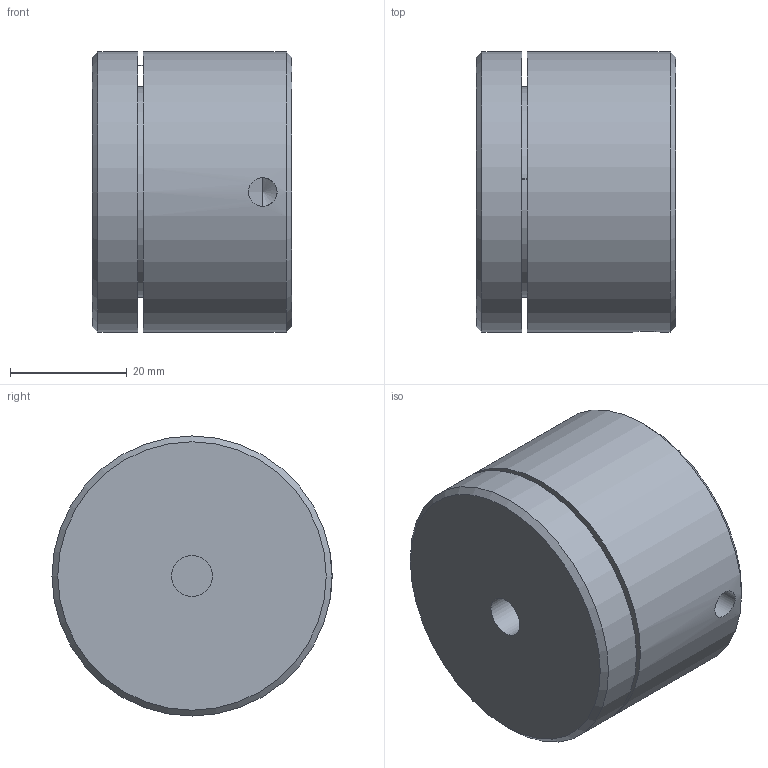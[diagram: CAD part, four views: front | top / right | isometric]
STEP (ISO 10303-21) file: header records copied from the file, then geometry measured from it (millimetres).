
FILE_DESCRIPTION(('STEP AP203'), '1');
FILE_NAME('ÐË887.01.00.000 Ïåòëÿ îïîðíàÿ (ÎÁ)', '2015-09-30T09:37:06', (''), (''), 'ASCON STEP Converter 1.3', 'ASCON Math Kernel', '');
FILE_SCHEMA(('CONFIG_CONTROL_DESIGN'));
Length unit declared in the file: millimetre
Products named in the file (1): 倓887.01.00.00021
Bounding box: 34.25 x 48 x 48 mm (x, y, z)
Volume: 49788 mm3; surface area: 19506.8 mm2
Topology: 1 solids, 3 shells, 84 faces, 195 edges, 123 vertices
Faces by surface type: plane 34, cone 30, cylinder 15, torus 5
Full cylindrical faces by diameter (mm): 0.1 x1, 4.917 x1, 7 x1, 12 x1, 17 x1, 23.827 x1, 25.944 x1, 29 x1, 36 x1, 40 x3, 40.7 x1, 48 x2
Entity records: 3050 total; most frequent: CARTESIAN_POINT 1270, DIRECTION 370, ORIENTED_EDGE 310, AXIS2_PLACEMENT_3D 183, EDGE_CURVE 155, EDGE_LOOP 138, VERTEX_POINT 123, CIRCLE 98
